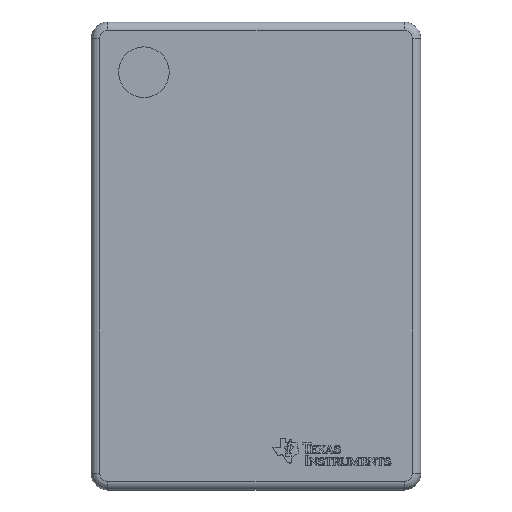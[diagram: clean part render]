
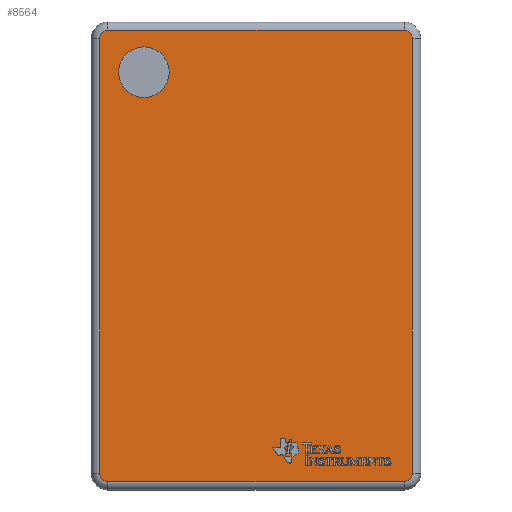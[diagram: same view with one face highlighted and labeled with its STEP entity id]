
A CAD part, top view. The second image highlights one B-rep face of the part: STEP entity #8564.
In plain terms, the highlighted planar face has unit normal (0, 0, 1).
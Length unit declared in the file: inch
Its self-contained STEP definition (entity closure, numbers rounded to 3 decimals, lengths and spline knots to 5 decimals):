
#527=FACE_BOUND('',#1346,.T.);
#581=PLANE('',#9238);
#873=FACE_OUTER_BOUND('',#1345,.T.);
#1345=EDGE_LOOP('',(#5677,#5678,#5679,#5680,#5681,#5682,#5683,#5684));
#1346=EDGE_LOOP('',(#5685,#5686));
#1813=LINE('',#11402,#2638);
#1814=LINE('',#11420,#2639);
#1816=LINE('',#11437,#2641);
#1817=LINE('',#11453,#2642);
#2638=VECTOR('',#9700,0.3937);
#2639=VECTOR('',#9711,0.3937);
#2641=VECTOR('',#9721,0.3937);
#2642=VECTOR('',#9730,0.3937);
#3446=CIRCLE('',#9185,0.00591);
#3447=CIRCLE('',#9186,0.00591);
#3471=CIRCLE('',#9221,0.00197);
#3475=CIRCLE('',#9226,0.00197);
#3478=CIRCLE('',#9230,0.00197);
#3480=CIRCLE('',#9233,0.00197);
#3528=VERTEX_POINT('',#11285);
#3529=VERTEX_POINT('',#11286);
#3553=VERTEX_POINT('',#11395);
#3556=VERTEX_POINT('',#11400);
#3558=VERTEX_POINT('',#11413);
#3559=VERTEX_POINT('',#11418);
#3560=VERTEX_POINT('',#11431);
#3561=VERTEX_POINT('',#11435);
#3562=VERTEX_POINT('',#11447);
#3563=VERTEX_POINT('',#11451);
#4348=EDGE_CURVE('',#3528,#3529,#3446,.T.);
#4349=EDGE_CURVE('',#3529,#3528,#3447,.T.);
#4389=EDGE_CURVE('',#3556,#3553,#1813,.T.);
#4391=EDGE_CURVE('',#3558,#3556,#3471,.T.);
#4394=EDGE_CURVE('',#3559,#3558,#1814,.T.);
#4397=EDGE_CURVE('',#3560,#3559,#3475,.T.);
#4399=EDGE_CURVE('',#3561,#3560,#1816,.T.);
#4401=EDGE_CURVE('',#3562,#3561,#3478,.T.);
#4403=EDGE_CURVE('',#3563,#3562,#1817,.T.);
#4404=EDGE_CURVE('',#3553,#3563,#3480,.T.);
#5677=ORIENTED_EDGE('',*,*,#4389,.F.);
#5678=ORIENTED_EDGE('',*,*,#4391,.F.);
#5679=ORIENTED_EDGE('',*,*,#4394,.F.);
#5680=ORIENTED_EDGE('',*,*,#4397,.F.);
#5681=ORIENTED_EDGE('',*,*,#4399,.F.);
#5682=ORIENTED_EDGE('',*,*,#4401,.F.);
#5683=ORIENTED_EDGE('',*,*,#4403,.F.);
#5684=ORIENTED_EDGE('',*,*,#4404,.F.);
#5685=ORIENTED_EDGE('',*,*,#4348,.T.);
#5686=ORIENTED_EDGE('',*,*,#4349,.T.);
#8564=ADVANCED_FACE('',(#873,#527),#581,.T.);
#9185=AXIS2_PLACEMENT_3D('',#11287,#9613,#9614);
#9186=AXIS2_PLACEMENT_3D('',#11288,#9615,#9616);
#9221=AXIS2_PLACEMENT_3D('',#11415,#9703,#9704);
#9226=AXIS2_PLACEMENT_3D('',#11433,#9715,#9716);
#9230=AXIS2_PLACEMENT_3D('',#11449,#9724,#9725);
#9233=AXIS2_PLACEMENT_3D('',#11463,#9731,#9732);
#9238=AXIS2_PLACEMENT_3D('',#11471,#9744,#9745);
#9613=DIRECTION('center_axis',(0.,0.,-1.));
#9614=DIRECTION('ref_axis',(1.,0.,0.));
#9615=DIRECTION('center_axis',(0.,0.,-1.));
#9616=DIRECTION('ref_axis',(1.,0.,0.));
#9700=DIRECTION('',(1.,0.,0.));
#9703=DIRECTION('center_axis',(0.,0.,-1.));
#9704=DIRECTION('ref_axis',(-0.707,0.707,0.));
#9711=DIRECTION('',(0.,1.,0.));
#9715=DIRECTION('center_axis',(0.,0.,-1.));
#9716=DIRECTION('ref_axis',(-0.707,-0.707,0.));
#9721=DIRECTION('',(-1.,0.,0.));
#9724=DIRECTION('center_axis',(0.,0.,-1.));
#9725=DIRECTION('ref_axis',(0.707,-0.707,0.));
#9730=DIRECTION('',(0.,-1.,0.));
#9731=DIRECTION('center_axis',(0.,0.,-1.));
#9732=DIRECTION('ref_axis',(0.707,0.707,0.));
#9744=DIRECTION('center_axis',(0.,0.,1.));
#9745=DIRECTION('ref_axis',(1.,0.,0.));
#11285=CARTESIAN_POINT('',(-0.02027,0.04292,0.02461));
#11286=CARTESIAN_POINT('',(-0.03208,0.04292,0.02461));
#11287=CARTESIAN_POINT('Origin',(-0.02618,0.04292,
0.02461));
#11288=CARTESIAN_POINT('Origin',(-0.02618,0.04292,
0.02461));
#11395=CARTESIAN_POINT('',(0.03457,0.05268,0.02461));
#11400=CARTESIAN_POINT('',(-0.03457,0.05268,0.02461));
#11402=CARTESIAN_POINT('',(-0.01728,0.05268,0.02461));
#11413=CARTESIAN_POINT('',(-0.03654,0.05071,0.02461));
#11415=CARTESIAN_POINT('Origin',(-0.03457,0.05071,
0.02461));
#11418=CARTESIAN_POINT('',(-0.03654,-0.05071,0.02461));
#11420=CARTESIAN_POINT('',(-0.03654,-0.02535,0.02461));
#11431=CARTESIAN_POINT('',(-0.03457,-0.05268,0.02461));
#11433=CARTESIAN_POINT('Origin',(-0.03457,-0.05071,
0.02461));
#11435=CARTESIAN_POINT('',(0.03457,-0.05268,0.02461));
#11437=CARTESIAN_POINT('',(0.01728,-0.05268,0.02461));
#11447=CARTESIAN_POINT('',(0.03654,-0.05071,0.02461));
#11449=CARTESIAN_POINT('Origin',(0.03457,-0.05071,
0.02461));
#11451=CARTESIAN_POINT('',(0.03654,0.05071,0.02461));
#11453=CARTESIAN_POINT('',(0.03654,0.02535,0.02461));
#11463=CARTESIAN_POINT('Origin',(0.03457,0.05071,
0.02461));
#11471=CARTESIAN_POINT('Origin',(0.,0.,0.02461));
